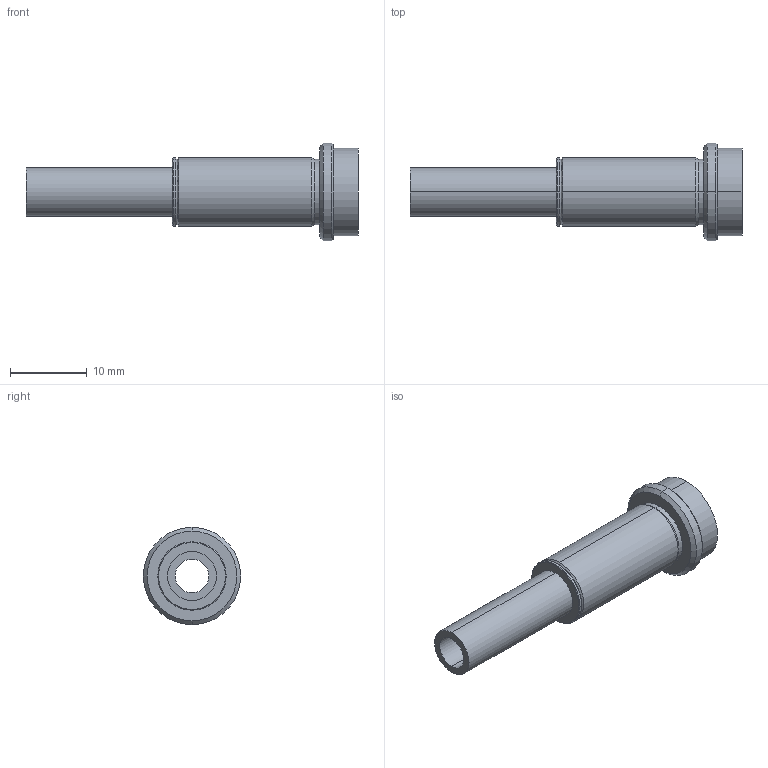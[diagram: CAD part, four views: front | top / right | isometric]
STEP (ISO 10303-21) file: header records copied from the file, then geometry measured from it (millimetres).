
FILE_DESCRIPTION (( 'STEP AP214' ), '1' );
FILE_NAME ('100001020941.STEP', '2025-11-04T06:32:17', ( 'Microsoft' ), ( 'Microsoft' ), 'SwSTEP 2.0', 'SolidWorks 2025', '' );
FILE_SCHEMA (( 'AUTOMOTIVE_DESIGN' ));
Length unit declared in the file: inch
Products named in the file (1): 100001020941
Bounding box: 43.2 x 12.65 x 12.65 mm (x, y, z)
Volume: 1659.2 mm3; surface area: 1912.4 mm2
Topology: 1 solids, 1 shells, 35 faces, 70 edges, 40 vertices
Faces by surface type: cylinder 16, cone 14, plane 5
Entity records: 935 total; most frequent: DIRECTION 182, CARTESIAN_POINT 146, ORIENTED_EDGE 140, AXIS2_PLACEMENT_3D 76, EDGE_CURVE 70, EDGE_LOOP 40, VERTEX_POINT 40, CIRCLE 40
